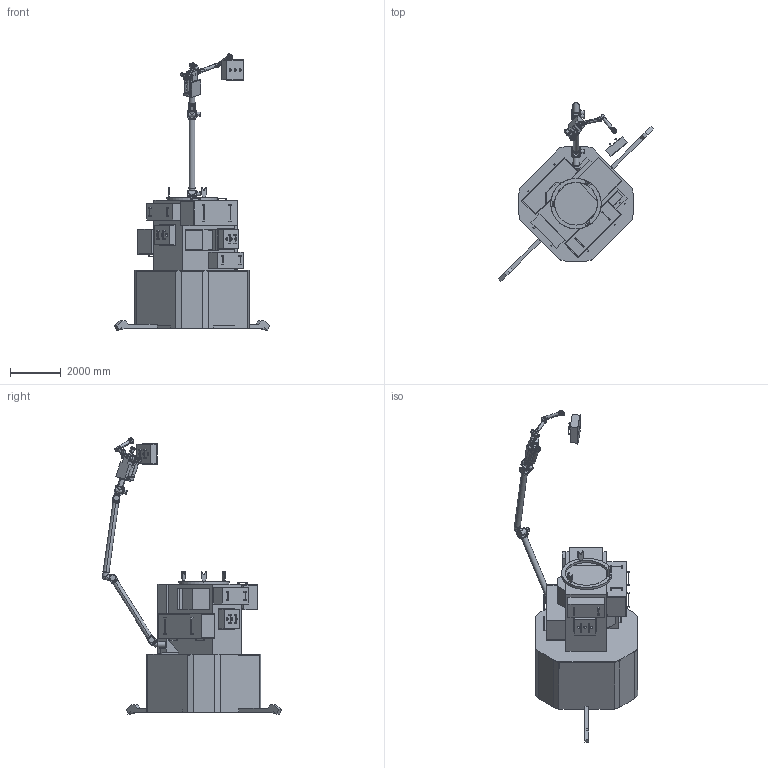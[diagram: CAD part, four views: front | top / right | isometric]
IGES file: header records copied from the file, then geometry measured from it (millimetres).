
Start section: SolidWorks IGES FILE using analytic representation for surfaces
Global section: file name: HERA option 3a.IGS; native system: SolidWorks 2001 by SolidWorks Corporation; preprocessor: Version 5.2; author: dave akin; date: 040511.182949; units: inch
Bounding box: 6111.43 x 7038.76 x 10856.54 mm (x, y, z)
Surface area: 287016736 mm2 (no closed solid volume)
Topology: 0 solids, 0 shells, 1524 faces, 25609 edges, 25605 vertices
Faces by surface type: bspline 1067, revolution 457
